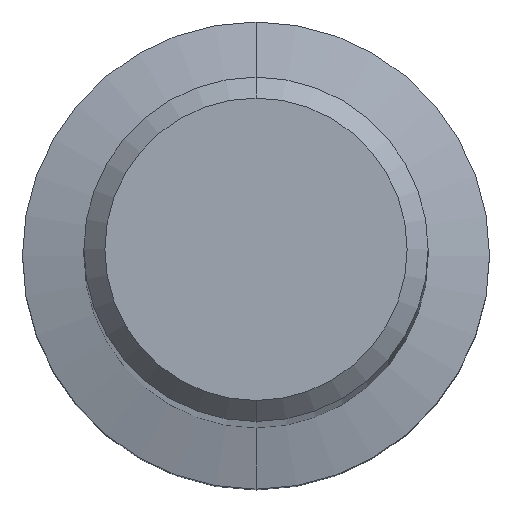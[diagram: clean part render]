
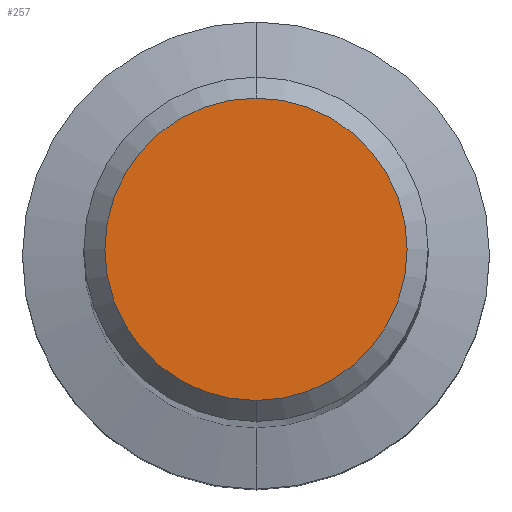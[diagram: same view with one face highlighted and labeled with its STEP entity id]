
A CAD part, top view. The second image highlights one B-rep face of the part: STEP entity #257.
In plain terms, the highlighted planar face has unit normal (0, 0, 1).
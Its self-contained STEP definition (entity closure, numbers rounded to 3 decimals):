
#201=VERTEX_POINT('',#410);
#215=EDGE_CURVE('',#265,#201,#424,.T.);
#257=ADVANCED_FACE('',(#474),#475,.T.);
#265=VERTEX_POINT('',#484);
#293=EDGE_CURVE('',#201,#265,#516,.T.);
#410=CARTESIAN_POINT('',(0.0,3.6,0.0));
#424=CIRCLE('',#669,3.6);
#474=FACE_OUTER_BOUND('',#733,.T.);
#475=PLANE('',#734);
#484=CARTESIAN_POINT('',(0.,-3.6,0.0));
#516=CIRCLE('',#786,3.6);
#669=AXIS2_PLACEMENT_3D('',#924,#925,#926);
#733=EDGE_LOOP('',(#999,#1000));
#734=AXIS2_PLACEMENT_3D('',#1001,#1002,#1003);
#786=AXIS2_PLACEMENT_3D('',#1051,#1052,#1053);
#924=CARTESIAN_POINT('',(0.0,0.0,0.0));
#925=DIRECTION('',(0.0,0.0,-1.0));
#926=DIRECTION('',(0.0,1.0,0.0));
#999=ORIENTED_EDGE('',*,*,#293,.F.);
#1000=ORIENTED_EDGE('',*,*,#215,.F.);
#1001=CARTESIAN_POINT('',(0.0,1.8,0.0));
#1002=DIRECTION('',(-0.0,0.0,1.0));
#1003=DIRECTION('',(0.0,-1.0,0.0));
#1051=CARTESIAN_POINT('',(0.0,0.0,0.0));
#1052=DIRECTION('',(0.0,0.0,-1.0));
#1053=DIRECTION('',(0.0,1.0,0.0));
